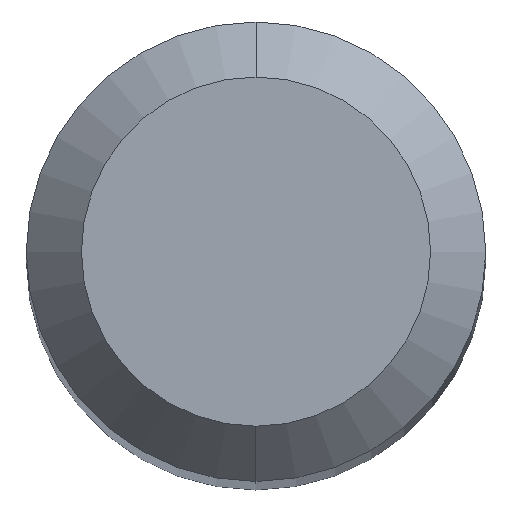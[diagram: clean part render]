
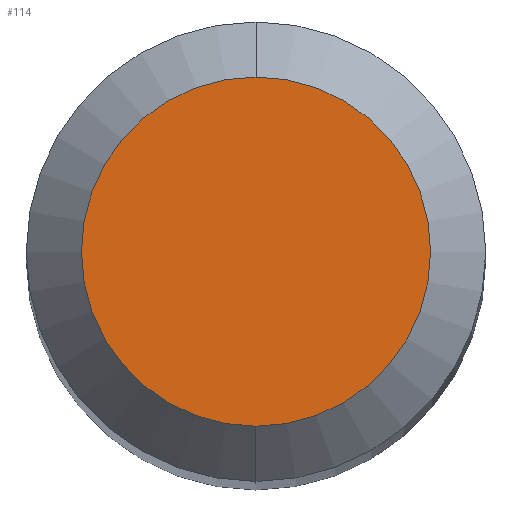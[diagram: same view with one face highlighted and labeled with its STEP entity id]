
A CAD part, top view. The second image highlights one B-rep face of the part: STEP entity #114.
In plain terms, the highlighted planar face has unit normal (0, 0, 1).
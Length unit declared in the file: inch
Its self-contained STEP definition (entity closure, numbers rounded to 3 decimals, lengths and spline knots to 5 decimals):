
#3 = CARTESIAN_POINT ( 'NONE',  ( 0., 0.0475, 0. ) ) ;
#19 = DIRECTION ( 'NONE',  ( 0., 0., 1. ) ) ;
#25 = PLANE ( 'NONE',  #293 ) ;
#44 = EDGE_LOOP ( 'NONE', ( #480, #221 ) ) ;
#57 = DIRECTION ( 'NONE',  ( 0., -1., 0. ) ) ;
#78 = EDGE_CURVE ( 'NONE', #269, #80, #253, .T. ) ;
#80 = VERTEX_POINT ( 'NONE', #373 ) ;
#114 = ADVANCED_FACE ( 'NONE', ( #562 ), #25, .F. ) ;
#117 = DIRECTION ( 'NONE',  ( 0., 0., -1. ) ) ;
#149 = CARTESIAN_POINT ( 'NONE',  ( 0., 0., 0. ) ) ;
#153 = DIRECTION ( 'NONE',  ( 0., 1., 0. ) ) ;
#186 = DIRECTION ( 'NONE',  ( 0., 0., 1. ) ) ;
#221 = ORIENTED_EDGE ( 'NONE', *, *, #512, .T. ) ;
#247 = DIRECTION ( 'NONE',  ( 0., -1., 0. ) ) ;
#252 = CARTESIAN_POINT ( 'NONE',  ( 0., 0.0475, 0. ) ) ;
#253 = CIRCLE ( 'NONE', #455, 0.0475 ) ;
#266 = AXIS2_PLACEMENT_3D ( 'NONE', #411, #186, #247 ) ;
#269 = VERTEX_POINT ( 'NONE', #3 ) ;
#293 = AXIS2_PLACEMENT_3D ( 'NONE', #252, #117, #153 ) ;
#373 = CARTESIAN_POINT ( 'NONE',  ( 0., -0.0475, 0. ) ) ;
#411 = CARTESIAN_POINT ( 'NONE',  ( 0., 0., 0. ) ) ;
#455 = AXIS2_PLACEMENT_3D ( 'NONE', #149, #19, #57 ) ;
#480 = ORIENTED_EDGE ( 'NONE', *, *, #78, .T. ) ;
#512 = EDGE_CURVE ( 'NONE', #80, #269, #513, .T. ) ;
#513 = CIRCLE ( 'NONE', #266, 0.0475 ) ;
#562 = FACE_OUTER_BOUND ( 'NONE', #44, .T. ) ;
